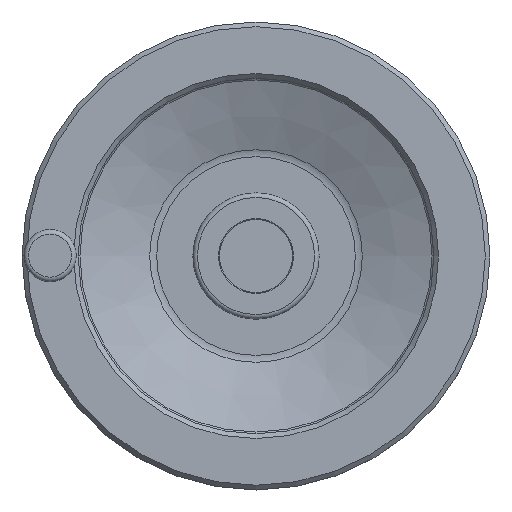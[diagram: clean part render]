
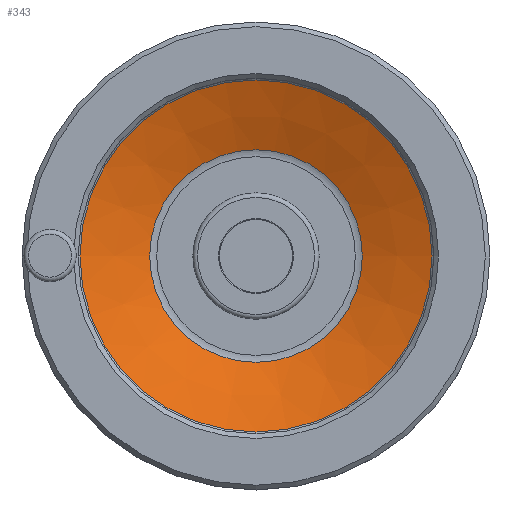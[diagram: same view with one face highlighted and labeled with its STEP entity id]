
A CAD part, top view. The second image highlights one B-rep face of the part: STEP entity #343.
In plain terms, the highlighted conical face has half-angle 68.199 degrees and reference radius 55 mm.
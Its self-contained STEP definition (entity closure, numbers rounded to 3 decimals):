
#343 = ADVANCED_FACE( '', ( #797, #798 ), #799, .F. );
#797 = FACE_OUTER_BOUND( '', #2250, .T. );
#798 = FACE_BOUND( '', #2251, .T. );
#799 = CONICAL_SURFACE( '', #2252, 55., 1.19 );
#2250 = EDGE_LOOP( '', ( #4543 ) );
#2251 = EDGE_LOOP( '', ( #4544 ) );
#2252 = AXIS2_PLACEMENT_3D( '', #4545, #4546, #4547 );
#4543 = ORIENTED_EDGE( '', *, *, #5503, .T. );
#4544 = ORIENTED_EDGE( '', *, *, #5504, .T. );
#4545 = CARTESIAN_POINT( '', ( 0., 0., 27.4 ) );
#4546 = DIRECTION( '', ( 0., 0., 1. ) );
#4547 = DIRECTION( '', ( 1., 0., 0. ) );
#5503 = EDGE_CURVE( '', #6150, #6150, #6151, .T. );
#5504 = EDGE_CURVE( '', #6152, #6152, #6153, .T. );
#6150 = VERTEX_POINT( '', #7935 );
#6151 = CIRCLE( '', #7936, 94.057 );
#6152 = VERTEX_POINT( '', #7937 );
#6153 = CIRCLE( '', #7938, 56.788 );
#7935 = CARTESIAN_POINT( '', ( 94.057, 0., 43.023 ) );
#7936 = AXIS2_PLACEMENT_3D( '', #8891, #8892, #8893 );
#7937 = CARTESIAN_POINT( '', ( -56.788, 0., 28.115 ) );
#7938 = AXIS2_PLACEMENT_3D( '', #8894, #8895, #8896 );
#8891 = CARTESIAN_POINT( '', ( 0., 0., 43.023 ) );
#8892 = DIRECTION( '', ( 0., 0., 1. ) );
#8893 = DIRECTION( '', ( 1., 0., 0. ) );
#8894 = CARTESIAN_POINT( '', ( 0., 0., 28.115 ) );
#8895 = DIRECTION( '', ( 0., 0., -1. ) );
#8896 = DIRECTION( '', ( -1., 0., 0. ) );
